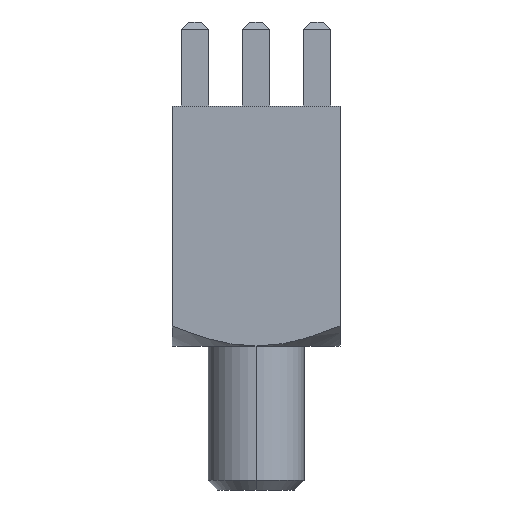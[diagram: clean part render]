
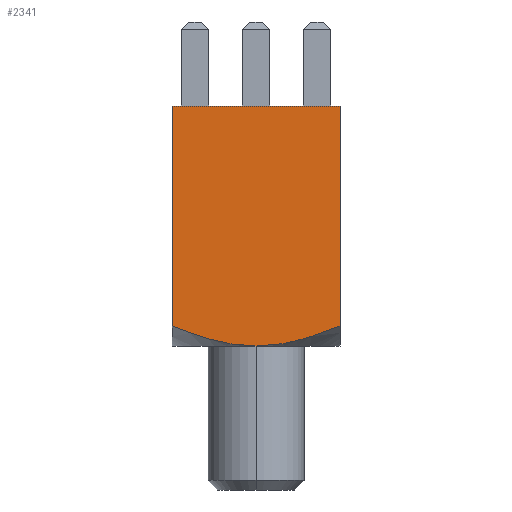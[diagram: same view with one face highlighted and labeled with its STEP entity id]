
A CAD part, left-side view. The second image highlights one B-rep face of the part: STEP entity #2341.
In plain terms, the highlighted planar face has unit normal (-1, 0, 0).
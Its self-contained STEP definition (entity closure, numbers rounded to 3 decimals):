
#6 = B_SPLINE_CURVE_WITH_KNOTS ( 'NONE', 3,
 ( #2104, #2095, #2083, #2082, #2081, #2080, #2079, #2077 ),
 .UNSPECIFIED., .F., .F.,
 ( 4, 2, 2, 4 ),
 ( 0.013, 0.014, 0.014, 0.016 ),
 .UNSPECIFIED. ) ;
#7 = B_SPLINE_CURVE_WITH_KNOTS ( 'NONE', 3,
 ( #2092, #2097, #2122, #2090, #2089, #2088 ),
 .UNSPECIFIED., .F., .F.,
 ( 4, 2, 4 ),
 ( 0.009, 0.011, 0.013 ),
 .UNSPECIFIED. ) ;
#254 = EDGE_CURVE ( 'NONE', #664, #613, #2103, .T. ) ;
#255 = EDGE_CURVE ( 'NONE', #613, #640, #7, .T. ) ;
#256 = EDGE_CURVE ( 'NONE', #640, #612, #6, .T. ) ;
#257 = EDGE_CURVE ( 'NONE', #661, #612, #2086, .T. ) ;
#432 = EDGE_LOOP ( 'NONE', ( #940, #987, #961, #835, #839 ) ) ;
#612 = VERTEX_POINT ( 'NONE', #1487 ) ;
#613 = VERTEX_POINT ( 'NONE', #1486 ) ;
#640 = VERTEX_POINT ( 'NONE', #1463 ) ;
#661 = VERTEX_POINT ( 'NONE', #1452 ) ;
#664 = VERTEX_POINT ( 'NONE', #1441 ) ;
#835 = ORIENTED_EDGE ( 'NONE', *, *, #257, .F. ) ;
#839 = ORIENTED_EDGE ( 'NONE', *, *, #2396, .F. ) ;
#940 = ORIENTED_EDGE ( 'NONE', *, *, #254, .T. ) ;
#961 = ORIENTED_EDGE ( 'NONE', *, *, #256, .T. ) ;
#987 = ORIENTED_EDGE ( 'NONE', *, *, #255, .T. ) ;
#1172 = DIRECTION ( 'NONE',  ( 0., -1., 0. ) ) ;
#1173 = CARTESIAN_POINT ( 'NONE',  ( -3.5, -3.5, 10. ) ) ;
#1175 = LINE ( 'NONE', #1173, #1887 ) ;
#1402 = DIRECTION ( 'NONE',  ( 0., 0., -1. ) ) ;
#1403 = DIRECTION ( 'NONE',  ( 1., 0., 0. ) ) ;
#1404 = PLANE ( 'NONE',  #2053 ) ;
#1405 = FACE_OUTER_BOUND ( 'NONE', #432, .T. ) ;
#1407 = CARTESIAN_POINT ( 'NONE',  ( -3.5, -3.5, 10. ) ) ;
#1441 = CARTESIAN_POINT ( 'NONE',  ( -3.5, 3.5, 10. ) ) ;
#1452 = CARTESIAN_POINT ( 'NONE',  ( -3.5, -3.5, 10. ) ) ;
#1463 = CARTESIAN_POINT ( 'NONE',  ( -3.5, 0., 0. ) ) ;
#1486 = CARTESIAN_POINT ( 'NONE',  ( -3.5, 3.5, 0.837 ) ) ;
#1487 = CARTESIAN_POINT ( 'NONE',  ( -3.5, -3.5, 0.837 ) ) ;
#1887 = VECTOR ( 'NONE', #1172, 1000. ) ;
#2053 = AXIS2_PLACEMENT_3D ( 'NONE', #1407, #1403, #1402 ) ;
#2074 = DIRECTION ( 'NONE',  ( 0., 0., -1. ) ) ;
#2075 = CARTESIAN_POINT ( 'NONE',  ( -3.5, -3.5, 10. ) ) ;
#2077 = CARTESIAN_POINT ( 'NONE',  ( -3.5, -3.5, 0.837 ) ) ;
#2079 = CARTESIAN_POINT ( 'NONE',  ( -3.5, -2.941, 0.609 ) ) ;
#2080 = CARTESIAN_POINT ( 'NONE',  ( -3.5, -2.37, 0.401 ) ) ;
#2081 = CARTESIAN_POINT ( 'NONE',  ( -3.5, -1.497, 0.172 ) ) ;
#2082 = CARTESIAN_POINT ( 'NONE',  ( -3.5, -1.203, 0.11 ) ) ;
#2083 = CARTESIAN_POINT ( 'NONE',  ( -3.5, -0.606, 0.023 ) ) ;
#2086 = LINE ( 'NONE', #2075, #2335 ) ;
#2088 = CARTESIAN_POINT ( 'NONE',  ( -3.5, 0., 0. ) ) ;
#2089 = CARTESIAN_POINT ( 'NONE',  ( -3.5, 0.607, 0. ) ) ;
#2090 = CARTESIAN_POINT ( 'NONE',  ( -3.5, 1.199, 0.094 ) ) ;
#2092 = CARTESIAN_POINT ( 'NONE',  ( -3.5, 3.5, 0.837 ) ) ;
#2095 = CARTESIAN_POINT ( 'NONE',  ( -3.5, -0.301, 0. ) ) ;
#2096 = DIRECTION ( 'NONE',  ( 0., 0., -1. ) ) ;
#2097 = CARTESIAN_POINT ( 'NONE',  ( -3.5, 2.94, 0.609 ) ) ;
#2103 = LINE ( 'NONE', #2156, #2334 ) ;
#2104 = CARTESIAN_POINT ( 'NONE',  ( -3.5, 0., 0. ) ) ;
#2122 = CARTESIAN_POINT ( 'NONE',  ( -3.5, 2.365, 0.4 ) ) ;
#2156 = CARTESIAN_POINT ( 'NONE',  ( -3.5, 3.5, 10. ) ) ;
#2334 = VECTOR ( 'NONE', #2096, 1000. ) ;
#2335 = VECTOR ( 'NONE', #2074, 1000. ) ;
#2341 = ADVANCED_FACE ( 'NONE', ( #1405 ), #1404, .F. ) ;
#2396 = EDGE_CURVE ( 'NONE', #664, #661, #1175, .T. ) ;
